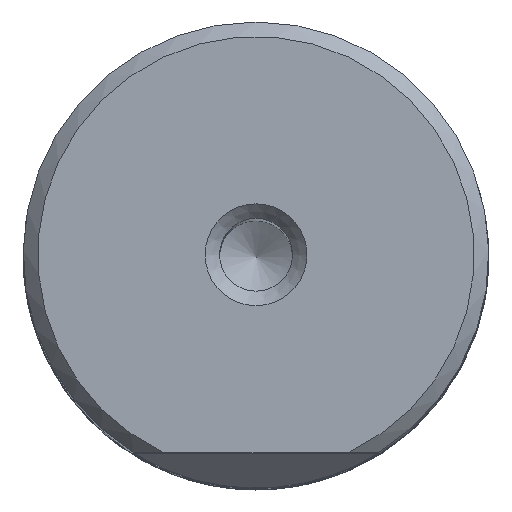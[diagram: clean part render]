
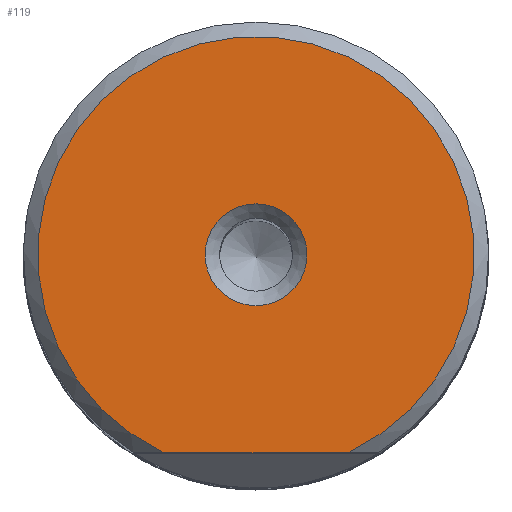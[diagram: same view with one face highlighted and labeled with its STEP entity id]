
A CAD part, top view. The second image highlights one B-rep face of the part: STEP entity #119.
In plain terms, the highlighted planar face has unit normal (0, 0, 1).
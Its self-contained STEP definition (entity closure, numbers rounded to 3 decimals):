
#119=ADVANCED_FACE('',(#204,#205),#160,.T.);
#160=PLANE('',#580);
#168=LINE('',#820,#186);
#186=VECTOR('',#649,1.);
#204=FACE_BOUND('',#273,.T.);
#205=FACE_BOUND('',#274,.T.);
#273=EDGE_LOOP('',(#348));
#274=EDGE_LOOP('',(#349,#350));
#348=ORIENTED_EDGE('',*,*,#488,.T.);
#349=ORIENTED_EDGE('',*,*,#489,.T.);
#350=ORIENTED_EDGE('',*,*,#490,.T.);
#444=VERTEX_POINT('',#819);
#445=VERTEX_POINT('',#821);
#446=VERTEX_POINT('',#822);
#488=EDGE_CURVE('',#444,#444,#536,.T.);
#489=EDGE_CURVE('',#445,#446,#168,.T.);
#490=EDGE_CURVE('',#446,#445,#537,.T.);
#536=CIRCLE('',#578,3.5);
#537=CIRCLE('',#579,15.);
#578=AXIS2_PLACEMENT_3D('',#818,#647,#648);
#579=AXIS2_PLACEMENT_3D('',#823,#650,#651);
#580=AXIS2_PLACEMENT_3D('',#824,#652,#653);
#647=DIRECTION('',(0.,0.,-1.));
#648=DIRECTION('',(1.,0.,0.));
#649=DIRECTION('',(1.,0.,0.));
#650=DIRECTION('',(0.,0.,1.));
#651=DIRECTION('',(1.,0.,0.));
#652=DIRECTION('',(0.,0.,1.));
#653=DIRECTION('',(1.,0.,0.));
#818=CARTESIAN_POINT('',(0.,0.,-5.93));
#819=CARTESIAN_POINT('',(3.5,0.,-5.93));
#820=CARTESIAN_POINT('',(-150.,-13.6,-5.93));
#821=CARTESIAN_POINT('',(-6.328,-13.6,-5.93));
#822=CARTESIAN_POINT('',(6.328,-13.6,-5.93));
#823=CARTESIAN_POINT('',(0.,0.,-5.93));
#824=CARTESIAN_POINT('',(0.,-2.5,-5.93));
